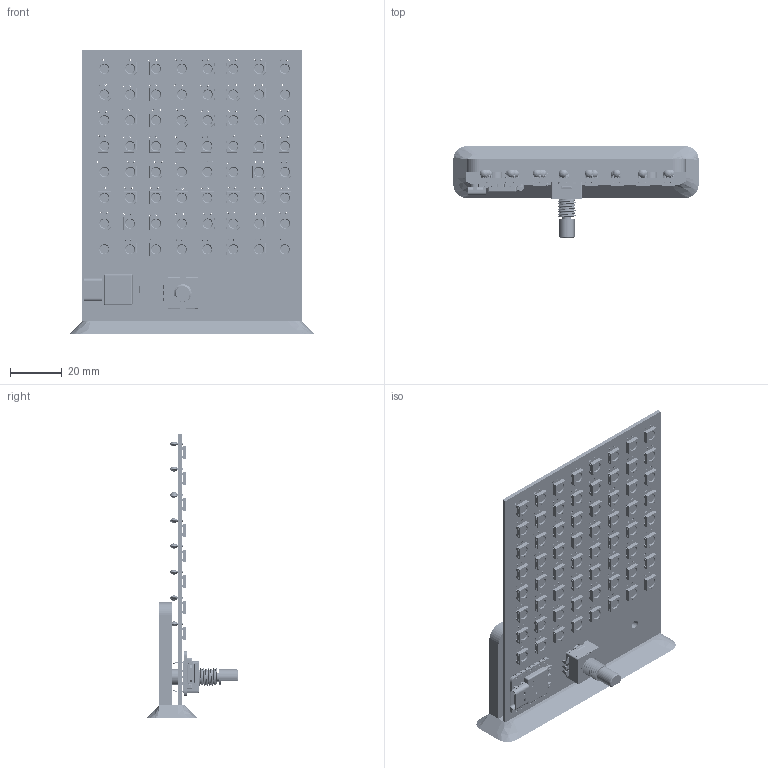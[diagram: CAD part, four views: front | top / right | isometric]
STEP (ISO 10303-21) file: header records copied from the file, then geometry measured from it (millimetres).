
FILE_DESCRIPTION(/* description */ (''),/* implementation_level */ '2;1');
FILE_NAME(/* name */ 'holder v2.step',/* time_stamp */ '2025-07-29T23:42:44+05:30',/* author */ (''),/* organization */ (''),/* preprocessor_version */ 'ST-DEVELOPER v20.1',/* originating_system */ 'Autodesk Translation Framework v14.10.0.0',/* authorisation */ '');
FILE_SCHEMA (('AUTOMOTIVE_DESIGN { 1 0 10303 214 3 1 1 }'));
Products named in the file (17): holder; deskrgbm 1; deskrgbm_PCB; LED_WS2812B_PLCC4_5.0x5.0mm_P3.2mm; C_Disc_D3.0mm_W1.6mm_P2.50mm; Seeed Studio XIAO RP2040; main; type-c v2; smd_button v3; SK6805-2.4x2.7 v1; Shell; DOUT; DIN; VSS; VDD; smd_button v3(Mirror); Ðý×ª±àÂëÆ÷
Assembly tree (142 placements, depth 5):
  holder
    deskrgbm 1
      LED_WS2812B_PLCC4_5.0x5.0mm_P3.2mm  x64
      C_Disc_D3.0mm_W1.6mm_P2.50mm  x64
      deskrgbm_PCB
    Seeed Studio XIAO RP2040
      main
        type-c v2
        smd_button v3
        SK6805-2.4x2.7 v1
          Shell
          DOUT
          DIN
          VSS
          VDD
        smd_button v3(Mirror)
    Ðý×ª±àÂëÆ÷
Bounding box: 94.99 x 35.47 x 110.24 mm (x, y, z)
Volume: 42117.7 mm3; surface area: 41477.8 mm2
Topology: 219 solids, 219 shells, 6726 faces, 18602 edges, 11986 vertices
Faces by surface type: plane 4100, cylinder 2080, bspline 197, torus 140, sphere 138, cone 71
Full cylindrical faces by diameter (mm): 0.4 x1, 0.5 x130, 0.8 x142, 0.889 x14, 1 x5, 1.5 x2, 2 x1, 2.1 x1, 3 x2, 3.2 x2, 3.333 x64, 3.5 x1, 5.717 x7, 6 x3, 6.8 x6
Entity records: 60666 total; most frequent: CARTESIAN_POINT 14055, ORIENTED_EDGE 9464, DIRECTION 8750, EDGE_CURVE 4732, LINE 3432, VECTOR 3432, VERTEX_POINT 3103, AXIS2_PLACEMENT_3D 2659
